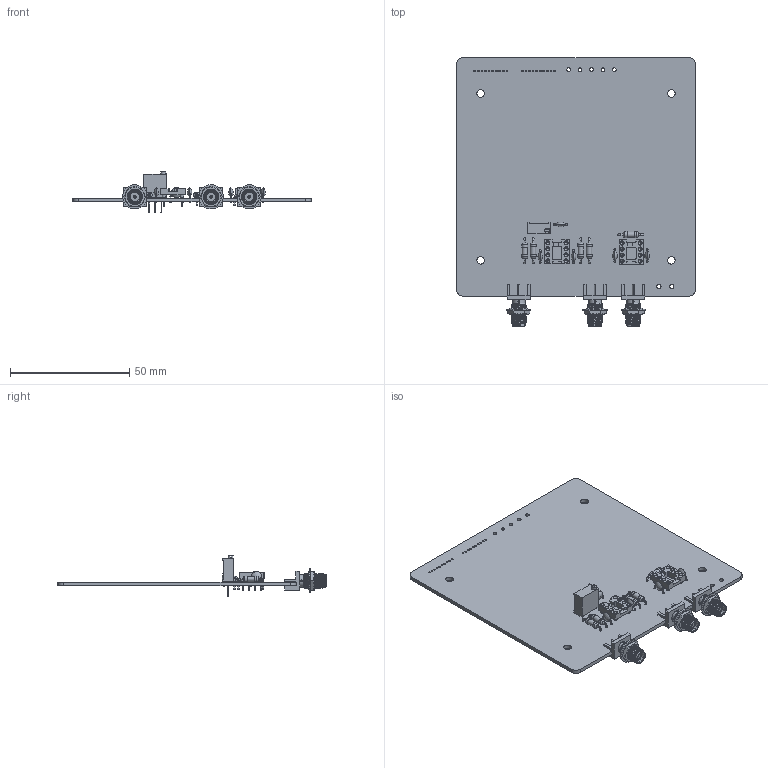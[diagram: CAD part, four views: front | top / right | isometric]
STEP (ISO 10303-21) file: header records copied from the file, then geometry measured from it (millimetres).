
FILE_DESCRIPTION(('KiCad electronic assembly'),'2;1');
FILE_NAME('3d_model.step','2024-09-15T13:13:10',('Pcbnew'),('Kicad'), 'Open CASCADE STEP processor 7.7','KiCad to STEP converter','Unknown' );
FILE_SCHEMA(('AUTOMOTIVE_DESIGN { 1 0 10303 214 1 1 1 1 }'));
Length unit declared in the file: millimetre
Products named in the file (12): 3d_model 1; C_Disc_D4.3mm_W1.9mm_P5.00mm; C_Disc_D43mm_W19mm_P500mm; Potentiometer_Bourns_3296W_Vertical; DIP-8_W7.62mm_Socket; DIP_8_W762mm_Socket; R_Axial_DIN0207_L6.3mm_D2.5mm_P10.16mm_Horizontal; R_Axial_DIN0207_L63mm_D25mm_P1016mm_Horizontal; 132289; 132289_SW0001; standalone_pi_loop_PCB
Assembly tree (22 placements, depth 3):
  3d_model 1
    C_Disc_D4.3mm_W1.9mm_P5.00mm  x5
      C_Disc_D43mm_W19mm_P500mm
    Potentiometer_Bourns_3296W_Vertical
      Potentiometer_Bourns_3296W_Vertical
    DIP-8_W7.62mm_Socket  x2
      DIP_8_W762mm_Socket
    R_Axial_DIN0207_L6.3mm_D2.5mm_P10.16mm_Horizontal  x5
      R_Axial_DIN0207_L63mm_D25mm_P1016mm_Horizontal
    132289  x3
      132289_SW0001
    standalone_pi_loop_PCB
Bounding box: 100 x 112.65 x 17.07 mm (x, y, z)
Volume: 18322.4 mm3; surface area: 25367.5 mm2
Topology: 17 solids, 17 shells, 1073 faces, 2799 edges, 1801 vertices
Faces by surface type: cylinder 363, plane 361, cone 144, bspline 141, sphere 34, torus 20, revolution 10
Full cylindrical faces by diameter (mm): 0.5 x20, 0.508 x32, 0.51 x3, 0.6 x20, 0.73 x20, 0.8 x39, 1.524 x16, 1.55 x5, 1.724 x16, 1.75 x2, 2.19 x1, 2.25 x5, 2.5 x10, 3.2 x4
Entity records: 23289 total; most frequent: CARTESIAN_POINT 10415, ORIENTED_EDGE 2350, DIRECTION 2229, EDGE_CURVE 1175, AXIS2_PLACEMENT_3D 834, VERTEX_POINT 770, FACE_BOUND 657, EDGE_LOOP 657
